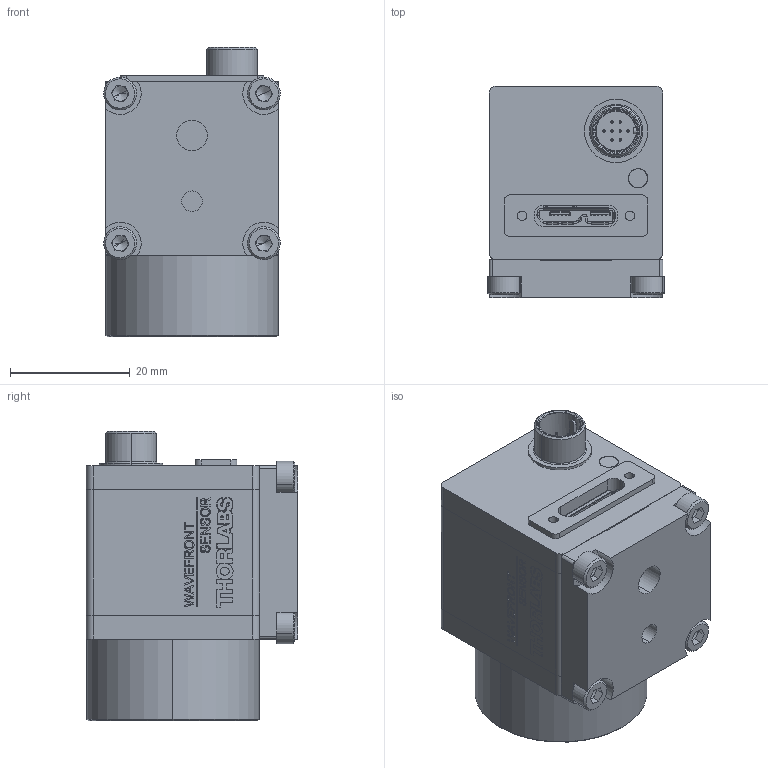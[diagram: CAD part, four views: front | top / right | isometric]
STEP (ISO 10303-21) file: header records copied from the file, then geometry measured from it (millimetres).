
FILE_DESCRIPTION (( 'STEP AP214' ), '1' );
FILE_NAME ('MTN008513-E0W.STEP', '2017-04-19T14:27:37', ( '' ), ( '' ), 'SwSTEP 2.0', 'SolidWorks 2016', '' );
FILE_SCHEMA (( 'AUTOMOTIVE_DESIGN' ));
Length unit declared in the file: millimetre
Products named in the file (1): MTN008513-E0W
Bounding box: 29.49 x 35.35 x 48.3 mm (x, y, z)
Surface area: 22907.8 mm2 (no closed solid volume)
Topology: 0 solids, 490 shells, 2626 faces, 8710 edges, 6722 vertices
Faces by surface type: plane 1902, cylinder 407, bspline 215, cone 76, torus 14, sphere 12
Entity records: 136243 total; most frequent: CARTESIAN_POINT 33280, ORIENTED_EDGE 14514, DIRECTION 13613, EDGE_CURVE 8700, LINE 6821, VECTOR 6821, VERTEX_POINT 6722, AXIS2_PLACEMENT_3D 3396
